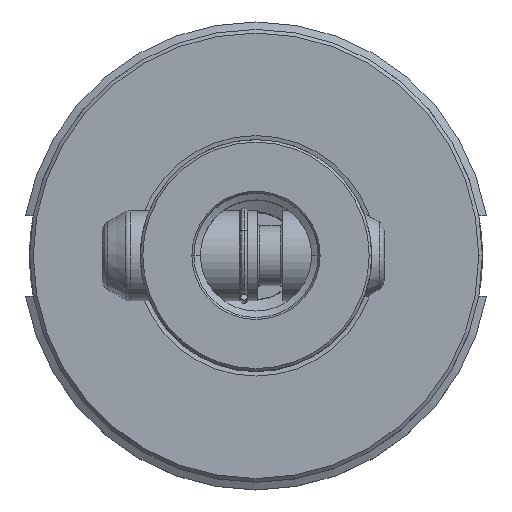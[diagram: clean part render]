
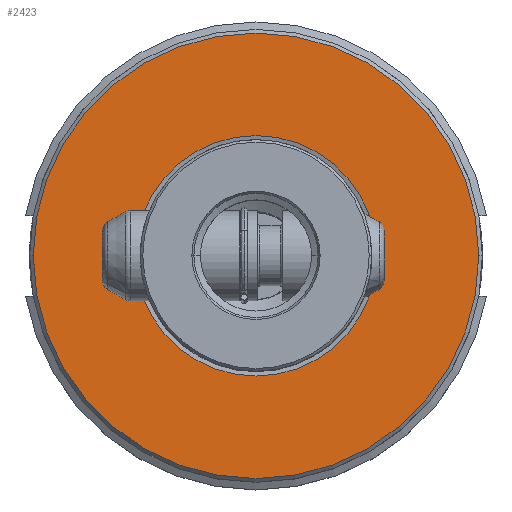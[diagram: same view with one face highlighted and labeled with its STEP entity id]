
A CAD part, top view. The second image highlights one B-rep face of the part: STEP entity #2423.
In plain terms, the highlighted planar face has unit normal (0, 0, 1).
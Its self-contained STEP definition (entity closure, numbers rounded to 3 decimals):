
#1119=EDGE_CURVE('NONE',#2211,#2715,#3200,.T.);
#2211=VERTEX_POINT('NONE',#4418);
#2387=EDGE_CURVE('NONE',#3083,#3019,#4611,.T.);
#2423=ADVANCED_FACE('NONE',(#4654,#4655),#4656,.F.);
#2695=EDGE_CURVE('NONE',#3019,#3083,#4956,.T.);
#2715=VERTEX_POINT('NONE',#4977);
#2983=EDGE_CURVE('NONE',#2715,#2211,#5287,.T.);
#3019=VERTEX_POINT('NONE',#5328);
#3083=VERTEX_POINT('NONE',#5400);
#3200=CIRCLE('',#5535,23.899);
#4418=CARTESIAN_POINT('',(-23.899,0.,0.0));
#4611=CIRCLE('',#8346,44.275);
#4654=FACE_OUTER_BOUND('',#8399,.T.);
#4655=FACE_BOUND('',#8400,.T.);
#4656=PLANE('',#8401);
#4956=CIRCLE('',#9036,44.275);
#4977=CARTESIAN_POINT('',(23.899,0.0,0.0));
#5287=CIRCLE('',#9506,23.899);
#5328=CARTESIAN_POINT('',(-44.275,0.0,0.0));
#5400=CARTESIAN_POINT('',(44.275,0.,0.0));
#5535=AXIS2_PLACEMENT_3D('',#9775,#9776,#9777);
#8346=AXIS2_PLACEMENT_3D('',#11418,#11419,#11420);
#8399=EDGE_LOOP('',(#11492,#11493));
#8400=EDGE_LOOP('',(#11494,#11495));
#8401=AXIS2_PLACEMENT_3D('',#11496,#11497,#11498);
#9036=AXIS2_PLACEMENT_3D('',#11836,#11837,#11838);
#9506=AXIS2_PLACEMENT_3D('',#12291,#12292,#12293);
#9775=CARTESIAN_POINT('',(0.0,0.0,0.0));
#9776=DIRECTION('',(0.0,0.0,1.0));
#9777=DIRECTION('',(-1.0,0.0,0.0));
#11418=CARTESIAN_POINT('',(0.0,0.0,0.0));
#11419=DIRECTION('',(0.0,0.0,-1.0));
#11420=DIRECTION('',(-1.0,0.0,0.0));
#11492=ORIENTED_EDGE('',*,*,#2695,.F.);
#11493=ORIENTED_EDGE('',*,*,#2387,.F.);
#11494=ORIENTED_EDGE('',*,*,#2983,.F.);
#11495=ORIENTED_EDGE('',*,*,#1119,.F.);
#11496=CARTESIAN_POINT('',(0.0,45.0,0.0));
#11497=DIRECTION('',(0.0,0.0,-1.0));
#11498=DIRECTION('',(0.0,1.0,0.0));
#11836=CARTESIAN_POINT('',(0.0,0.0,0.0));
#11837=DIRECTION('',(0.0,0.0,-1.0));
#11838=DIRECTION('',(-1.0,0.0,0.0));
#12291=CARTESIAN_POINT('',(0.0,0.0,0.0));
#12292=DIRECTION('',(0.0,0.0,1.0));
#12293=DIRECTION('',(-1.0,0.0,0.0));
